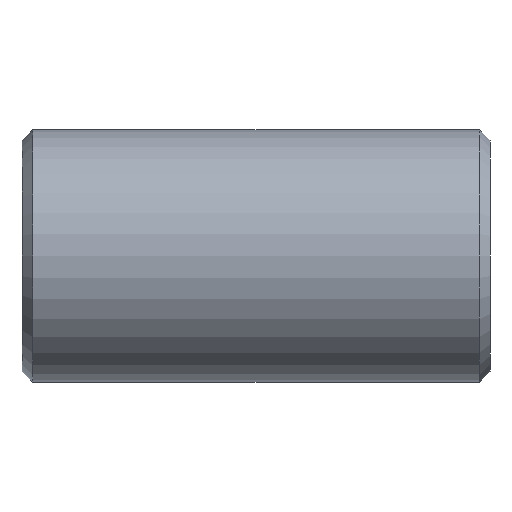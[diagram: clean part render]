
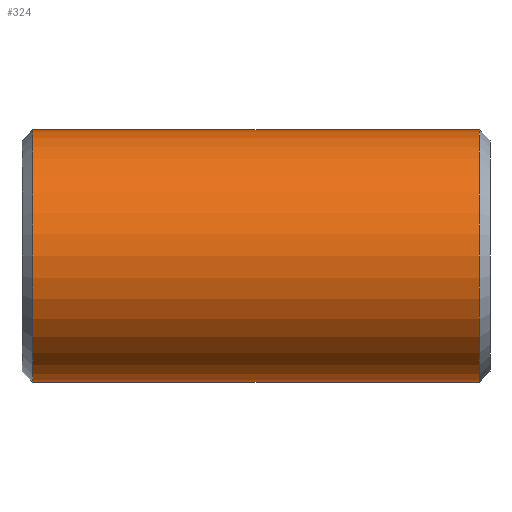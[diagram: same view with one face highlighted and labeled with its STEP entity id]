
A CAD part, left-side view. The second image highlights one B-rep face of the part: STEP entity #324.
In plain terms, the highlighted cylindrical face has radius 4.763 mm (diameter 9.525 mm), a partial arc.
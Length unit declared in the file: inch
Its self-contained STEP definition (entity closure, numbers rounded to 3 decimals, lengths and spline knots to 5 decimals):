
#5 = DIRECTION ( 'NONE',  ( 0., -1., 0. ) ) ;
#10 = VERTEX_POINT ( 'NONE', #60 ) ;
#24 = CYLINDRICAL_SURFACE ( 'NONE', #26, 0.1875 ) ;
#25 = ORIENTED_EDGE ( 'NONE', *, *, #246, .T. ) ;
#26 = AXIS2_PLACEMENT_3D ( 'NONE', #351, #69, #346 ) ;
#41 = DIRECTION ( 'NONE',  ( 0., -1., 0. ) ) ;
#60 = CARTESIAN_POINT ( 'NONE',  ( 0., -0.33231, 0.1875 ) ) ;
#69 = DIRECTION ( 'NONE',  ( 0., -1., 0. ) ) ;
#71 = CIRCLE ( 'NONE', #295, 0.1875 ) ;
#75 = EDGE_LOOP ( 'NONE', ( #82, #232, #25, #266 ) ) ;
#78 = CARTESIAN_POINT ( 'NONE',  ( 0., 0.34793, 0.1875 ) ) ;
#80 = CARTESIAN_POINT ( 'NONE',  ( 0., 0.33231, 0.1875 ) ) ;
#82 = ORIENTED_EDGE ( 'NONE', *, *, #144, .F. ) ;
#88 = CARTESIAN_POINT ( 'NONE',  ( 0., 0.34793, -0.1875 ) ) ;
#91 = DIRECTION ( 'NONE',  ( 0., -1., 0. ) ) ;
#124 = VERTEX_POINT ( 'NONE', #80 ) ;
#144 = EDGE_CURVE ( 'NONE', #124, #10, #327, .T. ) ;
#147 = AXIS2_PLACEMENT_3D ( 'NONE', #169, #151, #201 ) ;
#151 = DIRECTION ( 'NONE',  ( 0., 1., 0. ) ) ;
#166 = CIRCLE ( 'NONE', #147, 0.1875 ) ;
#167 = LINE ( 'NONE', #88, #183 ) ;
#169 = CARTESIAN_POINT ( 'NONE',  ( 0., -0.33231, 0. ) ) ;
#178 = VECTOR ( 'NONE', #5, 39.37008 ) ;
#183 = VECTOR ( 'NONE', #41, 39.37008 ) ;
#200 = DIRECTION ( 'NONE',  ( 0., 0., 1. ) ) ;
#201 = DIRECTION ( 'NONE',  ( 0., 0., 1. ) ) ;
#232 = ORIENTED_EDGE ( 'NONE', *, *, #289, .T. ) ;
#246 = EDGE_CURVE ( 'NONE', #290, #292, #167, .T. ) ;
#266 = ORIENTED_EDGE ( 'NONE', *, *, #343, .T. ) ;
#268 = FACE_OUTER_BOUND ( 'NONE', #75, .T. ) ;
#278 = CARTESIAN_POINT ( 'NONE',  ( 0., 0.33231, -0.1875 ) ) ;
#289 = EDGE_CURVE ( 'NONE', #124, #290, #71, .T. ) ;
#290 = VERTEX_POINT ( 'NONE', #278 ) ;
#292 = VERTEX_POINT ( 'NONE', #314 ) ;
#295 = AXIS2_PLACEMENT_3D ( 'NONE', #342, #91, #200 ) ;
#314 = CARTESIAN_POINT ( 'NONE',  ( 0., -0.33231, -0.1875 ) ) ;
#324 = ADVANCED_FACE ( 'NONE', ( #268 ), #24, .T. ) ;
#327 = LINE ( 'NONE', #78, #178 ) ;
#342 = CARTESIAN_POINT ( 'NONE',  ( 0., 0.33231, 0. ) ) ;
#343 = EDGE_CURVE ( 'NONE', #292, #10, #166, .T. ) ;
#346 = DIRECTION ( 'NONE',  ( 0., 0., -1. ) ) ;
#351 = CARTESIAN_POINT ( 'NONE',  ( 0., 0.34793, 0. ) ) ;
